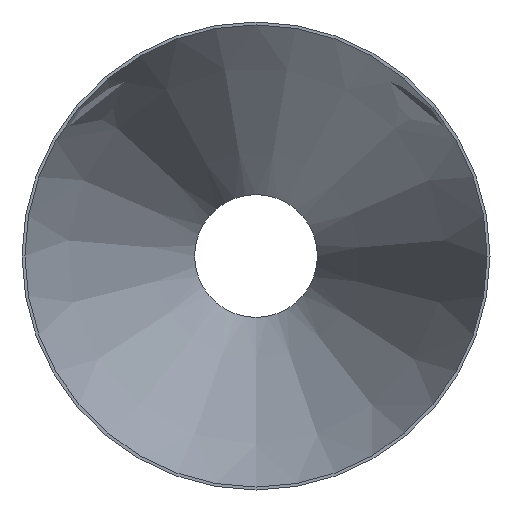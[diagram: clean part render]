
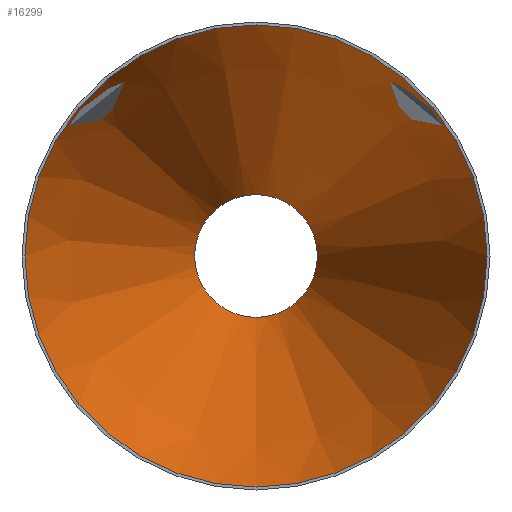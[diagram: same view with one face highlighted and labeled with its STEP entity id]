
A CAD part, front view. The second image highlights one B-rep face of the part: STEP entity #16299.
In plain terms, the highlighted conical face has half-angle 19.926 degrees and reference radius 250.809 mm.
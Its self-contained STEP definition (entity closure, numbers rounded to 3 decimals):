
#437 = CIRCLE ( 'NONE', #37642, 66.659 ) ;
#1257 = CARTESIAN_POINT ( 'NONE',  ( 0., 508., -66.659 ) ) ;
#9008 = CIRCLE ( 'NONE', #41391, 250.809 ) ;
#10752 = DIRECTION ( 'NONE',  ( 0., 0., -1. ) ) ;
#12631 = VERTEX_POINT ( 'NONE', #32135 ) ;
#13640 = VERTEX_POINT ( 'NONE', #1257 ) ;
#14519 = AXIS2_PLACEMENT_3D ( 'NONE', #16888, #36917, #32106 ) ;
#14544 = DIRECTION ( 'NONE',  ( 0., -1., 0. ) ) ;
#16299 = ADVANCED_FACE ( 'NONE', ( #48064, #47564 ), #37152, .F. ) ;
#16535 = DIRECTION ( 'NONE',  ( 0., 0., -1. ) ) ;
#16888 = CARTESIAN_POINT ( 'NONE',  ( 0., 0., 0. ) ) ;
#18538 = ORIENTED_EDGE ( 'NONE', *, *, #24636, .F. ) ;
#24636 = EDGE_CURVE ( 'NONE', #13640, #13640, #437, .T. ) ;
#25171 = DIRECTION ( 'NONE',  ( 0., -1., 0. ) ) ;
#32106 = DIRECTION ( 'NONE',  ( 0., 0., -1. ) ) ;
#32135 = CARTESIAN_POINT ( 'NONE',  ( 0., 0., -250.809 ) ) ;
#33807 = CARTESIAN_POINT ( 'NONE',  ( 0., 0., 0. ) ) ;
#34535 = EDGE_CURVE ( 'NONE', #12631, #12631, #9008, .T. ) ;
#36323 = CARTESIAN_POINT ( 'NONE',  ( 0., 508., 0. ) ) ;
#36917 = DIRECTION ( 'NONE',  ( 0., -1., 0. ) ) ;
#37152 = CONICAL_SURFACE ( 'NONE', #14519, 250.809, 0.348 ) ;
#37642 = AXIS2_PLACEMENT_3D ( 'NONE', #36323, #25171, #16535 ) ;
#41391 = AXIS2_PLACEMENT_3D ( 'NONE', #33807, #14544, #10752 ) ;
#44196 = EDGE_LOOP ( 'NONE', ( #46429 ) ) ;
#46429 = ORIENTED_EDGE ( 'NONE', *, *, #34535, .T. ) ;
#47564 = FACE_OUTER_BOUND ( 'NONE', #44196, .T. ) ;
#48064 = FACE_BOUND ( 'NONE', #49005, .T. ) ;
#49005 = EDGE_LOOP ( 'NONE', ( #18538 ) ) ;
